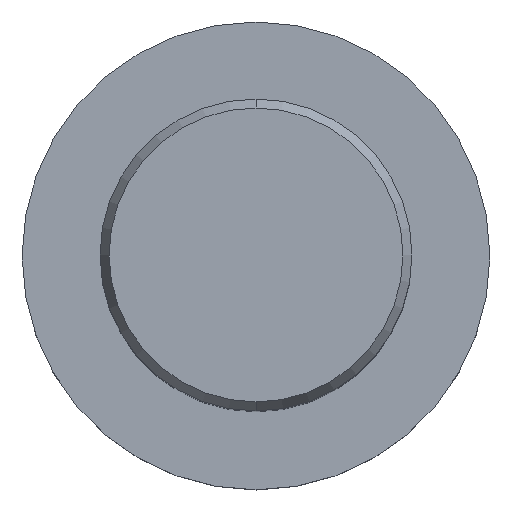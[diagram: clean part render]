
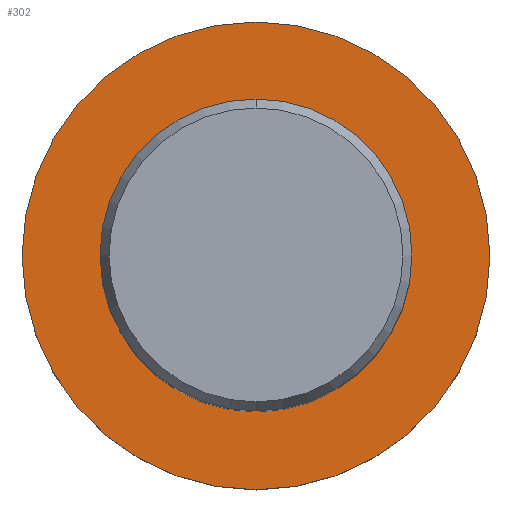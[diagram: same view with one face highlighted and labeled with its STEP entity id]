
A CAD part, top view. The second image highlights one B-rep face of the part: STEP entity #302.
In plain terms, the highlighted planar face has unit normal (0, 0, 1).
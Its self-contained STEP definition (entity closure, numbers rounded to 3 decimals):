
#288=VERTEX_POINT('',#662);
#302=ADVANCED_FACE('',(#678,#679),#680,.T.);
#320=VERTEX_POINT('',#699);
#332=EDGE_CURVE('',#288,#434,#713,.T.);
#346=EDGE_CURVE('',#434,#288,#729,.T.);
#434=VERTEX_POINT('',#826);
#450=VERTEX_POINT('',#844);
#486=EDGE_CURVE('',#320,#450,#883,.T.);
#504=EDGE_CURVE('',#450,#320,#904,.T.);
#662=CARTESIAN_POINT('',(0.,-20.0,-70.0));
#678=FACE_BOUND('',#1167,.T.);
#679=FACE_OUTER_BOUND('',#1168,.T.);
#680=PLANE('',#1169);
#699=CARTESIAN_POINT('',(0.0,30.0,-70.0));
#713=CIRCLE('',#1222,20.0);
#729=CIRCLE('',#1284,20.0);
#826=CARTESIAN_POINT('',(0.0,20.0,-70.0));
#844=CARTESIAN_POINT('',(0.,-30.0,-70.0));
#883=CIRCLE('',#1546,30.0);
#904=CIRCLE('',#1575,30.0);
#1167=EDGE_LOOP('',(#1869,#1870));
#1168=EDGE_LOOP('',(#1871,#1872));
#1169=AXIS2_PLACEMENT_3D('',#1873,#1874,#1875);
#1222=AXIS2_PLACEMENT_3D('',#1911,#1912,#1913);
#1284=AXIS2_PLACEMENT_3D('',#1937,#1938,#1939);
#1546=AXIS2_PLACEMENT_3D('',#2130,#2131,#2132);
#1575=AXIS2_PLACEMENT_3D('',#2165,#2166,#2167);
#1869=ORIENTED_EDGE('',*,*,#346,.T.);
#1870=ORIENTED_EDGE('',*,*,#332,.T.);
#1871=ORIENTED_EDGE('',*,*,#486,.F.);
#1872=ORIENTED_EDGE('',*,*,#504,.F.);
#1873=CARTESIAN_POINT('',(0.0,15.0,-70.0));
#1874=DIRECTION('',(-0.0,0.0,1.0));
#1875=DIRECTION('',(0.0,-1.0,0.0));
#1911=CARTESIAN_POINT('',(0.0,0.0,-70.0));
#1912=DIRECTION('',(-0.0,0.0,-1.0));
#1913=DIRECTION('',(0.0,1.0,0.0));
#1937=CARTESIAN_POINT('',(0.0,0.0,-70.0));
#1938=DIRECTION('',(-0.0,0.0,-1.0));
#1939=DIRECTION('',(0.0,1.0,0.0));
#2130=CARTESIAN_POINT('',(0.0,0.0,-70.0));
#2131=DIRECTION('',(0.0,0.0,-1.0));
#2132=DIRECTION('',(0.0,1.0,0.0));
#2165=CARTESIAN_POINT('',(0.0,0.0,-70.0));
#2166=DIRECTION('',(0.0,0.0,-1.0));
#2167=DIRECTION('',(0.0,1.0,0.0));
